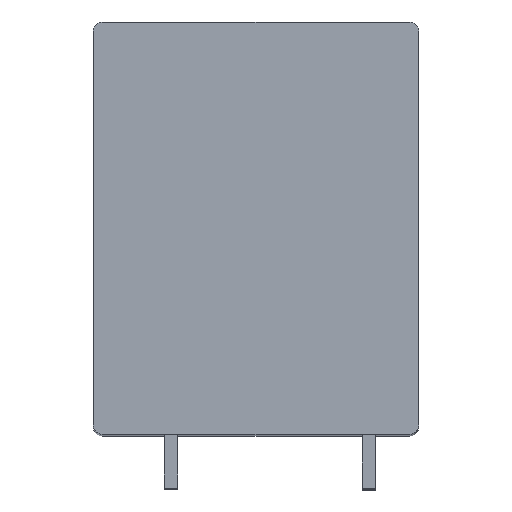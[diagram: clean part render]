
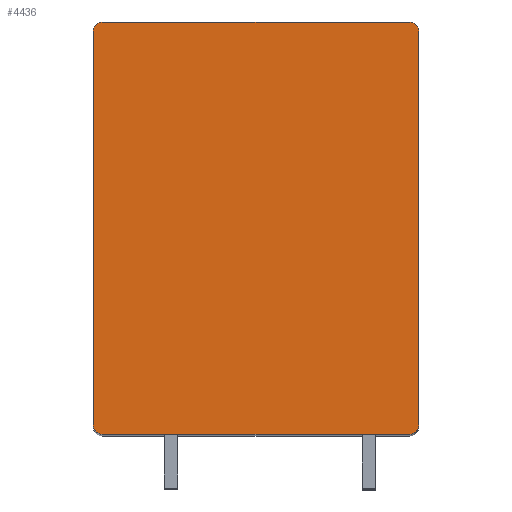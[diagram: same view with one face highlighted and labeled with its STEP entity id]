
A CAD part, top view. The second image highlights one B-rep face of the part: STEP entity #4436.
In plain terms, the highlighted planar face has unit normal (0, 0, 1).
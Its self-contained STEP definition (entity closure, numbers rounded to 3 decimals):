
#445=CARTESIAN_POINT('',(11.65,14.95,5.));
#446=DIRECTION('',(0.,0.,1.));
#447=DIRECTION('',(1.,0.,0.));
#448=AXIS2_PLACEMENT_3D('',#445,#446,#447);
#450=DIRECTION('',(0.,1.,0.));
#451=VECTOR('',#450,29.9);
#452=CARTESIAN_POINT('',(12.35,-14.95,5.));
#453=LINE('',#452,#451);
#454=CARTESIAN_POINT('',(11.65,-14.95,5.));
#455=DIRECTION('',(0.,0.,1.));
#456=DIRECTION('',(0.,-1.,0.));
#457=AXIS2_PLACEMENT_3D('',#454,#455,#456);
#459=DIRECTION('',(1.,0.,0.));
#460=VECTOR('',#459,23.3);
#461=CARTESIAN_POINT('',(-11.65,-15.65,5.));
#462=LINE('',#461,#460);
#463=CARTESIAN_POINT('',(-11.65,-14.95,5.));
#464=DIRECTION('',(0.,0.,1.));
#465=DIRECTION('',(-1.,0.,0.));
#466=AXIS2_PLACEMENT_3D('',#463,#464,#465);
#468=DIRECTION('',(0.,-1.,0.));
#469=VECTOR('',#468,29.9);
#470=CARTESIAN_POINT('',(-12.35,14.95,5.));
#471=LINE('',#470,#469);
#472=CARTESIAN_POINT('',(-11.65,14.95,5.));
#473=DIRECTION('',(0.,0.,1.));
#474=DIRECTION('',(0.,1.,0.));
#475=AXIS2_PLACEMENT_3D('',#472,#473,#474);
#477=DIRECTION('',(-1.,0.,0.));
#478=VECTOR('',#477,23.3);
#479=CARTESIAN_POINT('',(11.65,15.65,5.));
#480=LINE('',#479,#478);
#3181=CARTESIAN_POINT('',(12.35,14.95,5.));
#3182=VERTEX_POINT('',#3181);
#3183=CARTESIAN_POINT('',(11.65,15.65,5.));
#3184=VERTEX_POINT('',#3183);
#3189=CARTESIAN_POINT('',(11.65,-15.65,5.));
#3190=VERTEX_POINT('',#3189);
#3191=CARTESIAN_POINT('',(12.35,-14.95,5.));
#3192=VERTEX_POINT('',#3191);
#3197=CARTESIAN_POINT('',(-12.35,-14.95,5.));
#3198=VERTEX_POINT('',#3197);
#3199=CARTESIAN_POINT('',(-11.65,-15.65,5.));
#3200=VERTEX_POINT('',#3199);
#3205=CARTESIAN_POINT('',(-11.65,15.65,5.));
#3206=CARTESIAN_POINT('',(-12.35,14.95,5.));
#3207=VERTEX_POINT('',#3205);
#3208=VERTEX_POINT('',#3206);
#4420=CARTESIAN_POINT('',(0.,0.,5.));
#4421=DIRECTION('',(0.,0.,1.));
#4422=DIRECTION('',(1.,0.,0.));
#4423=AXIS2_PLACEMENT_3D('',#4420,#4421,#4422);
#4424=PLANE('',#4423);
#4425=ORIENTED_EDGE('',*,*,#4089,.F.);
#4426=ORIENTED_EDGE('',*,*,#4105,.F.);
#4427=ORIENTED_EDGE('',*,*,#4118,.F.);
#4428=ORIENTED_EDGE('',*,*,#4133,.F.);
#4429=ORIENTED_EDGE('',*,*,#4386,.F.);
#4430=ORIENTED_EDGE('',*,*,#4401,.F.);
#4431=ORIENTED_EDGE('',*,*,#4411,.F.);
#4433=ORIENTED_EDGE('',*,*,#4432,.F.);
#4434=EDGE_LOOP('',(#4425,#4426,#4427,#4428,#4429,#4430,#4431,#4433));
#4435=FACE_OUTER_BOUND('',#4434,.F.);
#4436=ADVANCED_FACE('',(#4435),#4424,.T.);
#449=CIRCLE('',#448,0.7);
#458=CIRCLE('',#457,0.7);
#467=CIRCLE('',#466,0.7);
#476=CIRCLE('',#475,0.7);
#4089=EDGE_CURVE('',#3182,#3184,#449,.T.);
#4105=EDGE_CURVE('',#3192,#3182,#453,.T.);
#4118=EDGE_CURVE('',#3190,#3192,#458,.T.);
#4133=EDGE_CURVE('',#3200,#3190,#462,.T.);
#4386=EDGE_CURVE('',#3198,#3200,#467,.T.);
#4401=EDGE_CURVE('',#3208,#3198,#471,.T.);
#4411=EDGE_CURVE('',#3207,#3208,#476,.T.);
#4432=EDGE_CURVE('',#3184,#3207,#480,.T.);
